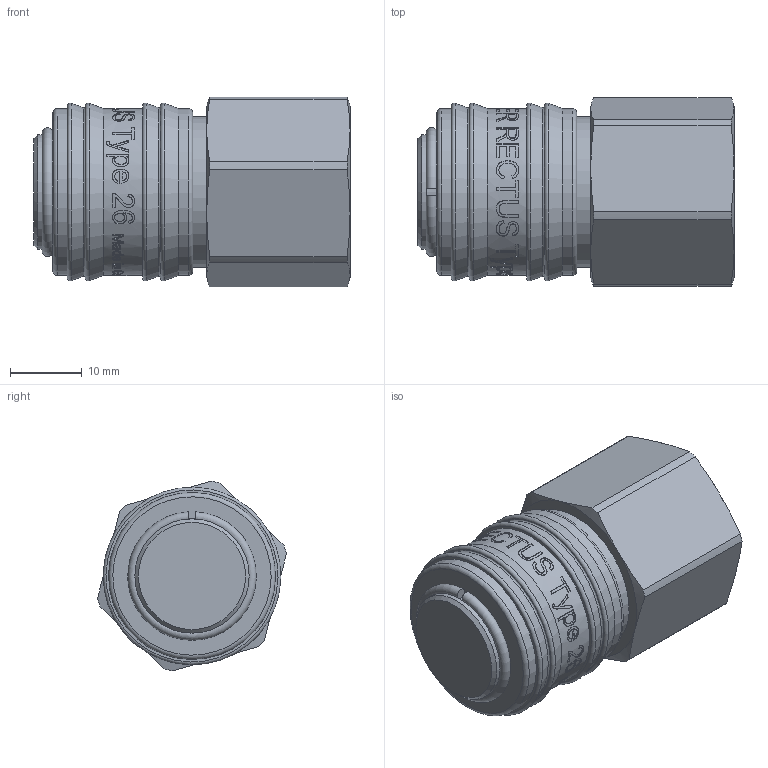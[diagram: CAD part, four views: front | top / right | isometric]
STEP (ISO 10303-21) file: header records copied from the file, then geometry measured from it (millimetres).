
FILE_DESCRIPTION((''),'2;1');
FILE_NAME('26kaiw21mpx.stp','2014-04-02T09:57:10',('AS035480'),(''),'Autodesk Inventor 2013','Autodesk Inventor 2013','');
FILE_SCHEMA(('AUTOMOTIVE_DESIGN { 1 0 10303 214 1 1 1 1 }'));
Length unit declared in the file: millimetre
Products named in the file (1): D109884
Bounding box: 44.1 x 26.34 x 26.48 mm (x, y, z)
Volume: 14433.8 mm3; surface area: 9659 mm2
Topology: 3 solids, 6 shells, 558 faces, 1454 edges, 960 vertices
Faces by surface type: plane 230, bspline 219, cylinder 73, cone 24, torus 12
Full cylindrical faces by diameter (mm): 13.99 x2, 14.45 x1, 14.55 x1, 14.95 x1, 15.45 x1, 15.95 x2, 16.1 x1, 16.65 x1, 17 x1, 18 x2, 18.631 x1, 21 x1, 21.1 x1, 23.3 x3
Entity records: 74162 total; most frequent: CARTESIAN_POINT 61863, ORIENTED_EDGE 2802, DIRECTION 1667, EDGE_CURVE 1401, VERTEX_POINT 948, EDGE_LOOP 661, B_SPLINE_CURVE_WITH_KNOTS 619, AXIS2_PLACEMENT_3D 570
